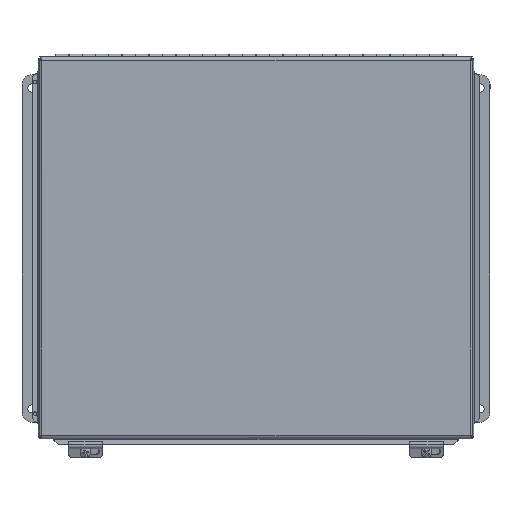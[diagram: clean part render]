
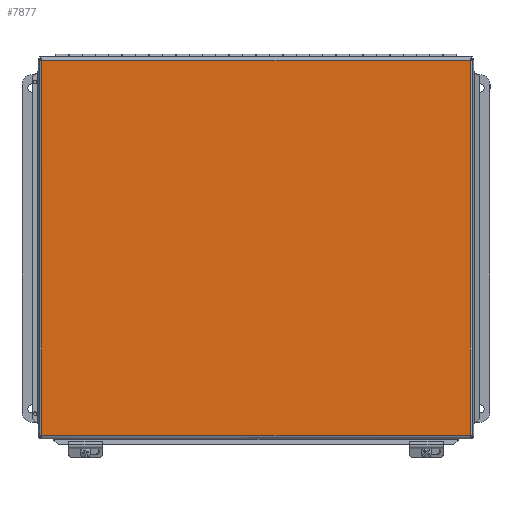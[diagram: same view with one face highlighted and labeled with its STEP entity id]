
A CAD part, top view. The second image highlights one B-rep face of the part: STEP entity #7877.
In plain terms, the highlighted planar face has unit normal (0, 0, 1).
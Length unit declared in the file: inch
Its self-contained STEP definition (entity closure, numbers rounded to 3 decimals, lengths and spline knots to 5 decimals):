
#741=FACE_OUTER_BOUND('',#1188,.T.);
#1188=EDGE_LOOP('',(#5588,#5589,#5590,#5591));
#1910=LINE('',#11597,#2698);
#1916=LINE('',#11678,#2704);
#1921=LINE('',#11757,#2709);
#1926=LINE('',#11835,#2714);
#2698=VECTOR('',#9274,14.007);
#2704=VECTOR('',#9288,16.007);
#2709=VECTOR('',#9301,16.007);
#2714=VECTOR('',#9314,14.007);
#3438=VERTEX_POINT('',#11588);
#3439=VERTEX_POINT('',#11596);
#3442=VERTEX_POINT('',#11670);
#3444=VERTEX_POINT('',#11756);
#4223=EDGE_CURVE('',#3439,#3438,#1910,.T.);
#4233=EDGE_CURVE('',#3438,#3442,#1916,.T.);
#4242=EDGE_CURVE('',#3444,#3439,#1921,.T.);
#4251=EDGE_CURVE('',#3442,#3444,#1926,.T.);
#5588=ORIENTED_EDGE('',*,*,#4223,.T.);
#5589=ORIENTED_EDGE('',*,*,#4233,.T.);
#5590=ORIENTED_EDGE('',*,*,#4251,.T.);
#5591=ORIENTED_EDGE('',*,*,#4242,.T.);
#7264=PLANE('',#8333);
#7877=ADVANCED_FACE('',(#741),#7264,.T.);
#8333=AXIS2_PLACEMENT_3D('',#11903,#9324,#9325);
#9274=DIRECTION('',(1.,0.,0.));
#9288=DIRECTION('',(0.,1.,0.));
#9301=DIRECTION('',(0.,-1.,0.));
#9314=DIRECTION('',(-1.,0.,0.));
#9324=DIRECTION('center_axis',(0.,0.,1.));
#9325=DIRECTION('ref_axis',(1.,0.,0.));
#11588=CARTESIAN_POINT('',(7.0035,-8.0035,0.059));
#11596=CARTESIAN_POINT('',(-7.0035,-8.0035,0.059));
#11597=CARTESIAN_POINT('',(-3.50175,-8.0035,0.059));
#11670=CARTESIAN_POINT('',(7.0035,8.0035,0.059));
#11678=CARTESIAN_POINT('',(7.0035,-4.00175,0.059));
#11756=CARTESIAN_POINT('',(-7.0035,8.0035,0.059));
#11757=CARTESIAN_POINT('',(-7.0035,4.00175,0.059));
#11835=CARTESIAN_POINT('',(3.50175,8.0035,0.059));
#11903=CARTESIAN_POINT('Origin',(0.,0.,
0.059));
